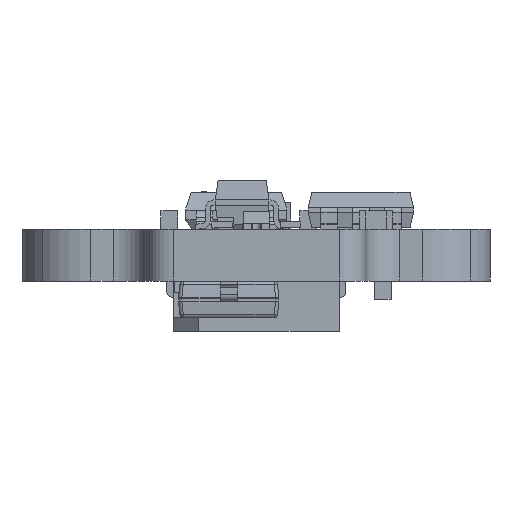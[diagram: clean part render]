
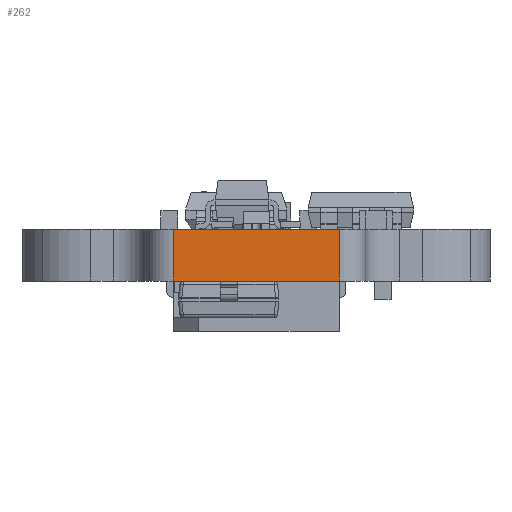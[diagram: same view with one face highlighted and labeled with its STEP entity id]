
A CAD part, front view. The second image highlights one B-rep face of the part: STEP entity #262.
In plain terms, the highlighted planar face has unit normal (0, -1, 0).
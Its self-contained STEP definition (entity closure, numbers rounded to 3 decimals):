
#235 = VERTEX_POINT('',#236);
#236 = CARTESIAN_POINT('',(-2.47,-5.85,1.545));
#243 = EDGE_CURVE('',#244,#235,#246,.T.);
#244 = VERTEX_POINT('',#245);
#245 = CARTESIAN_POINT('',(-2.47,-5.85,0.));
#246 = LINE('',#247,#248);
#247 = CARTESIAN_POINT('',(-2.47,-5.85,0.));
#248 = VECTOR('',#249,1.);
#249 = DIRECTION('',(0.,0.,1.));
#262 = ADVANCED_FACE('',(#263),#288,.F.);
#263 = FACE_BOUND('',#264,.F.);
#264 = EDGE_LOOP('',(#265,#266,#274,#282));
#265 = ORIENTED_EDGE('',*,*,#243,.T.);
#266 = ORIENTED_EDGE('',*,*,#267,.T.);
#267 = EDGE_CURVE('',#235,#268,#270,.T.);
#268 = VERTEX_POINT('',#269);
#269 = CARTESIAN_POINT('',(2.47,-5.85,1.545));
#270 = LINE('',#271,#272);
#271 = CARTESIAN_POINT('',(-2.47,-5.85,1.545));
#272 = VECTOR('',#273,1.);
#273 = DIRECTION('',(1.,0.,0.));
#274 = ORIENTED_EDGE('',*,*,#275,.F.);
#275 = EDGE_CURVE('',#276,#268,#278,.T.);
#276 = VERTEX_POINT('',#277);
#277 = CARTESIAN_POINT('',(2.47,-5.85,0.));
#278 = LINE('',#279,#280);
#279 = CARTESIAN_POINT('',(2.47,-5.85,0.));
#280 = VECTOR('',#281,1.);
#281 = DIRECTION('',(0.,0.,1.));
#282 = ORIENTED_EDGE('',*,*,#283,.F.);
#283 = EDGE_CURVE('',#244,#276,#284,.T.);
#284 = LINE('',#285,#286);
#285 = CARTESIAN_POINT('',(-2.47,-5.85,0.));
#286 = VECTOR('',#287,1.);
#287 = DIRECTION('',(1.,0.,0.));
#288 = PLANE('',#289);
#289 = AXIS2_PLACEMENT_3D('',#290,#291,#292);
#290 = CARTESIAN_POINT('',(-2.47,-5.85,0.));
#291 = DIRECTION('',(0.,1.,0.));
#292 = DIRECTION('',(1.,0.,0.));
